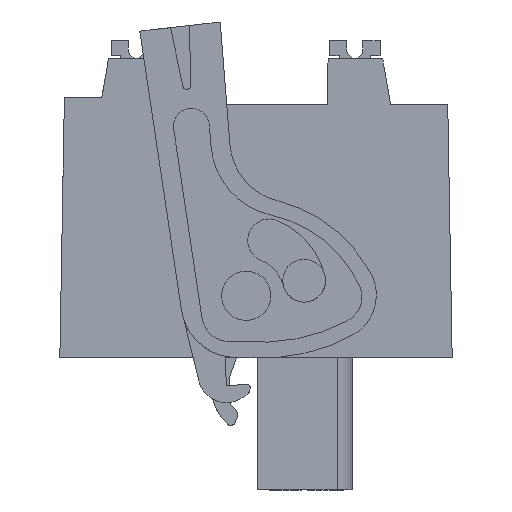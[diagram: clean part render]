
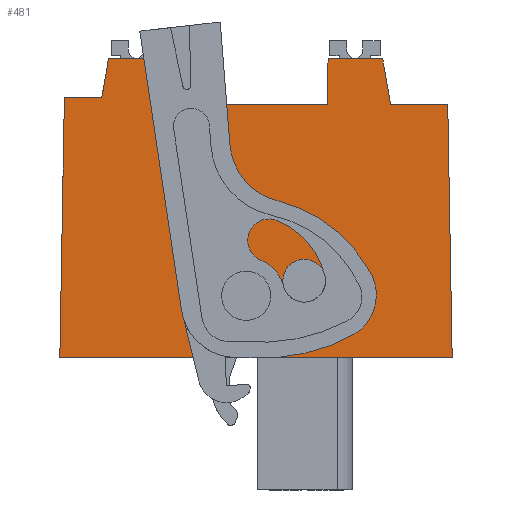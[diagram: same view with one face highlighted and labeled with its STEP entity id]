
A CAD part, left-side view. The second image highlights one B-rep face of the part: STEP entity #481.
In plain terms, the highlighted planar face has unit normal (-1, 0, 0).
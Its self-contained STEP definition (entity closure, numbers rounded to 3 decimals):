
#361=AXIS2_PLACEMENT_3D('Plane Axis2P3D',#358,#359,#360) ;
#447=AXIS2_PLACEMENT_3D('Circle Axis2P3D',#445,#446,$) ;
#456=AXIS2_PLACEMENT_3D('Circle Axis2P3D',#454,#455,$) ;
#465=AXIS2_PLACEMENT_3D('Circle Axis2P3D',#463,#464,$) ;
#474=AXIS2_PLACEMENT_3D('Circle Axis2P3D',#472,#473,$) ;
#40=CARTESIAN_POINT('Vertex',(4.85,21.679,27.192)) ;
#45=CARTESIAN_POINT('Line Origine',(4.85,19.954,27.192)) ;
#49=CARTESIAN_POINT('Vertex',(4.85,18.23,27.192)) ;
#310=CARTESIAN_POINT('Line Origine',(4.85,18.204,25.742)) ;
#314=CARTESIAN_POINT('Vertex',(4.85,18.179,24.292)) ;
#358=CARTESIAN_POINT('Axis2P3D Location',(4.85,0.,0.)) ;
#363=CARTESIAN_POINT('Line Origine',(4.85,21.89,25.967)) ;
#367=CARTESIAN_POINT('Vertex',(4.85,22.101,24.742)) ;
#370=CARTESIAN_POINT('Line Origine',(4.85,23.281,24.742)) ;
#374=CARTESIAN_POINT('Vertex',(4.85,24.461,24.742)) ;
#377=CARTESIAN_POINT('Line Origine',(4.85,24.604,16.546)) ;
#381=CARTESIAN_POINT('Vertex',(4.85,24.747,8.35)) ;
#384=CARTESIAN_POINT('Line Origine',(4.85,12.373,8.35)) ;
#388=CARTESIAN_POINT('Vertex',(4.85,0.,8.35)) ;
#391=CARTESIAN_POINT('Line Origine',(4.85,0.139,16.321)) ;
#395=CARTESIAN_POINT('Vertex',(4.85,0.278,24.292)) ;
#398=CARTESIAN_POINT('Line Origine',(4.85,2.079,24.292)) ;
#402=CARTESIAN_POINT('Vertex',(4.85,3.879,24.292)) ;
#405=CARTESIAN_POINT('Line Origine',(4.85,4.129,25.742)) ;
#409=CARTESIAN_POINT('Vertex',(4.85,4.379,27.192)) ;
#412=CARTESIAN_POINT('Line Origine',(4.85,6.104,27.192)) ;
#416=CARTESIAN_POINT('Vertex',(4.85,7.828,27.192)) ;
#419=CARTESIAN_POINT('Line Origine',(4.85,7.854,25.742)) ;
#423=CARTESIAN_POINT('Vertex',(4.85,7.879,24.292)) ;
#426=CARTESIAN_POINT('Line Origine',(4.85,13.029,24.292)) ;
#445=CARTESIAN_POINT('Axis2P3D Location',(4.85,12.991,12.252)) ;
#449=CARTESIAN_POINT('Vertex',(4.85,12.991,13.802)) ;
#451=CARTESIAN_POINT('Vertex',(4.85,12.991,10.702)) ;
#454=CARTESIAN_POINT('Axis2P3D Location',(4.85,12.991,12.252)) ;
#463=CARTESIAN_POINT('Axis2P3D Location',(4.85,9.331,13.202)) ;
#467=CARTESIAN_POINT('Vertex',(4.85,9.331,14.552)) ;
#469=CARTESIAN_POINT('Vertex',(4.85,9.331,11.852)) ;
#472=CARTESIAN_POINT('Axis2P3D Location',(4.85,9.331,13.202)) ;
#46=DIRECTION('Vector Direction',(0.,-1.,0.)) ;
#311=DIRECTION('Vector Direction',(0.,-0.017,-1.)) ;
#359=DIRECTION('Axis2P3D Direction',(-1.,0.,0.)) ;
#360=DIRECTION('Axis2P3D XDirection',(0.,0.,1.)) ;
#364=DIRECTION('Vector Direction',(0.,-0.17,0.985)) ;
#371=DIRECTION('Vector Direction',(0.,-1.,0.)) ;
#378=DIRECTION('Vector Direction',(0.,0.017,-1.)) ;
#385=DIRECTION('Vector Direction',(0.,-1.,0.)) ;
#392=DIRECTION('Vector Direction',(0.,0.017,1.)) ;
#399=DIRECTION('Vector Direction',(0.,-1.,0.)) ;
#406=DIRECTION('Vector Direction',(0.,-0.17,-0.985)) ;
#413=DIRECTION('Vector Direction',(0.,-1.,0.)) ;
#420=DIRECTION('Vector Direction',(0.,-0.017,1.)) ;
#427=DIRECTION('Vector Direction',(0.,-1.,0.)) ;
#446=DIRECTION('Axis2P3D Direction',(-1.,0.,0.)) ;
#455=DIRECTION('Axis2P3D Direction',(-1.,0.,0.)) ;
#464=DIRECTION('Axis2P3D Direction',(-1.,0.,0.)) ;
#473=DIRECTION('Axis2P3D Direction',(-1.,0.,0.)) ;
#47=VECTOR('Line Direction',#46,1.) ;
#312=VECTOR('Line Direction',#311,1.) ;
#365=VECTOR('Line Direction',#364,1.) ;
#372=VECTOR('Line Direction',#371,1.) ;
#379=VECTOR('Line Direction',#378,1.) ;
#386=VECTOR('Line Direction',#385,1.) ;
#393=VECTOR('Line Direction',#392,1.) ;
#400=VECTOR('Line Direction',#399,1.) ;
#407=VECTOR('Line Direction',#406,1.) ;
#414=VECTOR('Line Direction',#413,1.) ;
#421=VECTOR('Line Direction',#420,1.) ;
#428=VECTOR('Line Direction',#427,1.) ;
#432=ORIENTED_EDGE('',*,*,#316,.T.) ;
#433=ORIENTED_EDGE('',*,*,#51,.T.) ;
#434=ORIENTED_EDGE('',*,*,#369,.T.) ;
#435=ORIENTED_EDGE('',*,*,#376,.T.) ;
#436=ORIENTED_EDGE('',*,*,#383,.T.) ;
#437=ORIENTED_EDGE('',*,*,#390,.T.) ;
#438=ORIENTED_EDGE('',*,*,#397,.T.) ;
#439=ORIENTED_EDGE('',*,*,#404,.T.) ;
#440=ORIENTED_EDGE('',*,*,#411,.T.) ;
#441=ORIENTED_EDGE('',*,*,#418,.T.) ;
#442=ORIENTED_EDGE('',*,*,#425,.T.) ;
#443=ORIENTED_EDGE('',*,*,#430,.T.) ;
#460=ORIENTED_EDGE('',*,*,#453,.F.) ;
#461=ORIENTED_EDGE('',*,*,#458,.F.) ;
#478=ORIENTED_EDGE('',*,*,#471,.F.) ;
#479=ORIENTED_EDGE('',*,*,#476,.F.) ;
#462=FACE_BOUND('',#459,.T.) ;
#480=FACE_BOUND('',#477,.T.) ;
#481=ADVANCED_FACE('HOUSING',(#444,#462,#480),#362,.T.) ;
#448=CIRCLE('generated circle',#447,1.55) ;
#457=CIRCLE('generated circle',#456,1.55) ;
#466=CIRCLE('generated circle',#465,1.35) ;
#475=CIRCLE('generated circle',#474,1.35) ;
#51=EDGE_CURVE('',#50,#41,#48,.F.) ;
#316=EDGE_CURVE('',#315,#50,#313,.F.) ;
#369=EDGE_CURVE('',#41,#368,#366,.F.) ;
#376=EDGE_CURVE('',#368,#375,#373,.F.) ;
#383=EDGE_CURVE('',#375,#382,#380,.T.) ;
#390=EDGE_CURVE('',#382,#389,#387,.T.) ;
#397=EDGE_CURVE('',#389,#396,#394,.T.) ;
#404=EDGE_CURVE('',#396,#403,#401,.F.) ;
#411=EDGE_CURVE('',#403,#410,#408,.F.) ;
#418=EDGE_CURVE('',#410,#417,#415,.F.) ;
#425=EDGE_CURVE('',#417,#424,#422,.F.) ;
#430=EDGE_CURVE('',#424,#315,#429,.F.) ;
#453=EDGE_CURVE('',#450,#452,#448,.T.) ;
#458=EDGE_CURVE('',#452,#450,#457,.T.) ;
#471=EDGE_CURVE('',#468,#470,#466,.T.) ;
#476=EDGE_CURVE('',#470,#468,#475,.T.) ;
#431=EDGE_LOOP('',(#432,#433,#434,#435,#436,#437,#438,#439,#440,#441,#442,#443)) ;
#459=EDGE_LOOP('',(#460,#461)) ;
#477=EDGE_LOOP('',(#478,#479)) ;
#444=FACE_OUTER_BOUND('',#431,.T.) ;
#48=LINE('Line',#45,#47) ;
#313=LINE('Line',#310,#312) ;
#366=LINE('Line',#363,#365) ;
#373=LINE('Line',#370,#372) ;
#380=LINE('Line',#377,#379) ;
#387=LINE('Line',#384,#386) ;
#394=LINE('Line',#391,#393) ;
#401=LINE('Line',#398,#400) ;
#408=LINE('Line',#405,#407) ;
#415=LINE('Line',#412,#414) ;
#422=LINE('Line',#419,#421) ;
#429=LINE('Line',#426,#428) ;
#362=PLANE('',#361) ;
#41=VERTEX_POINT('',#40) ;
#50=VERTEX_POINT('',#49) ;
#315=VERTEX_POINT('',#314) ;
#368=VERTEX_POINT('',#367) ;
#375=VERTEX_POINT('',#374) ;
#382=VERTEX_POINT('',#381) ;
#389=VERTEX_POINT('',#388) ;
#396=VERTEX_POINT('',#395) ;
#403=VERTEX_POINT('',#402) ;
#410=VERTEX_POINT('',#409) ;
#417=VERTEX_POINT('',#416) ;
#424=VERTEX_POINT('',#423) ;
#450=VERTEX_POINT('',#449) ;
#452=VERTEX_POINT('',#451) ;
#468=VERTEX_POINT('',#467) ;
#470=VERTEX_POINT('',#469) ;
